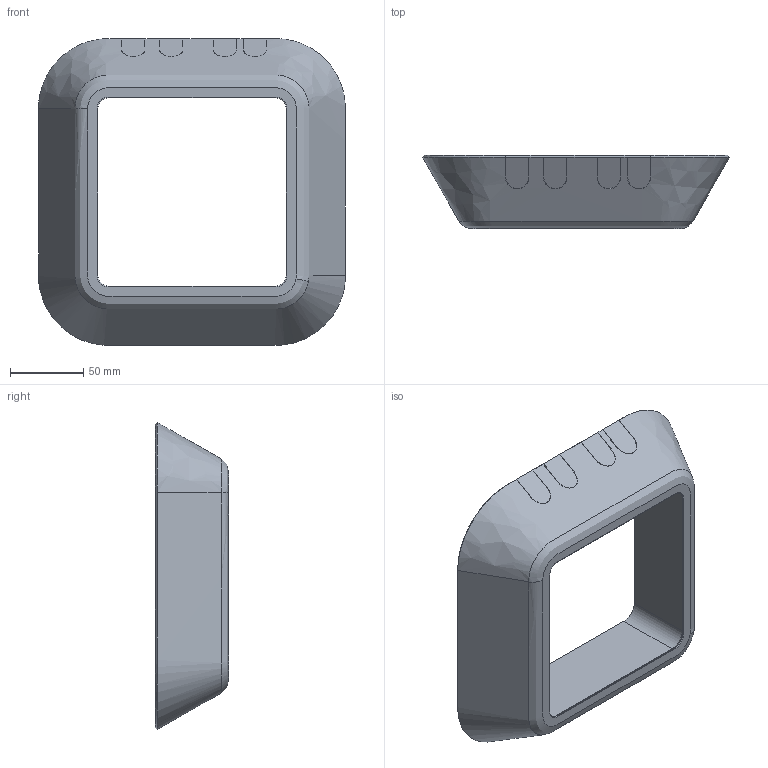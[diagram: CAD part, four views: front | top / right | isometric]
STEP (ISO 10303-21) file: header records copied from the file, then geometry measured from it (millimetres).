
FILE_DESCRIPTION (( 'STEP AP214' ), '1' );
FILE_NAME ('beacon_skirt_V0.STEP', '2026-02-18T11:15:46', ( '' ), ( '' ), 'SwSTEP 2.0', 'SolidWorks 2024', '' );
FILE_SCHEMA (( 'AUTOMOTIVE_DESIGN' ));
Length unit declared in the file: millimetre
Products named in the file (1): beacon_skirt_V0
Bounding box: 209.87 x 50 x 209.87 mm (x, y, z)
Volume: 687851.6 mm3; surface area: 95460.5 mm2
Topology: 1 solids, 1 shells, 165 faces, 519 edges, 315 vertices
Faces by surface type: plane 123, cylinder 16, bspline 14, torus 8, cone 4
Entity records: 19357 total; most frequent: CARTESIAN_POINT 14929, ORIENTED_EDGE 1038, DIRECTION 776, EDGE_CURVE 519, VECTOR 396, LINE 396, VERTEX_POINT 315, AXIS2_PLACEMENT_3D 190
